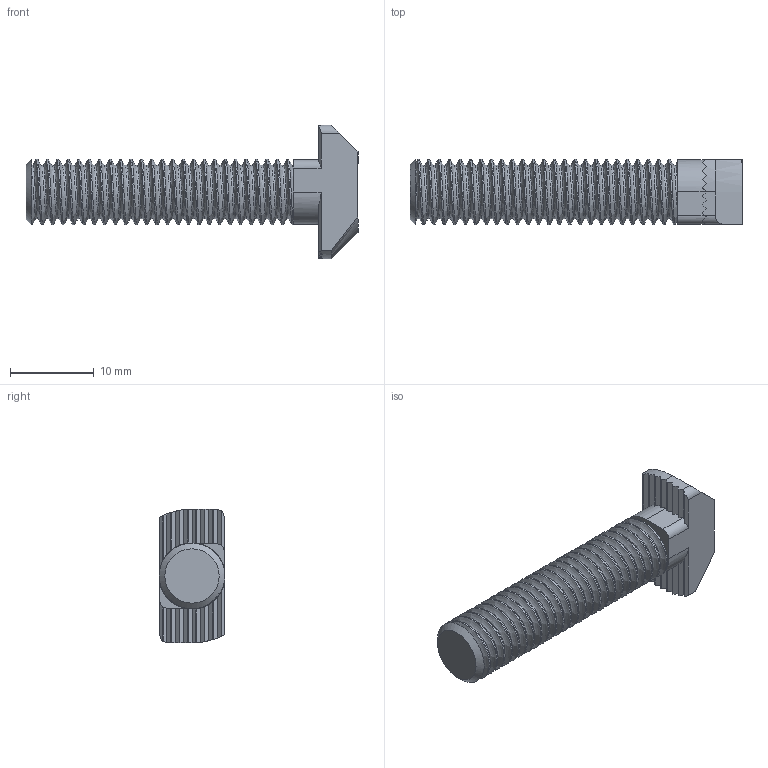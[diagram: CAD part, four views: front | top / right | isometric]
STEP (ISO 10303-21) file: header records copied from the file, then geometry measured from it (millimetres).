
FILE_DESCRIPTION(/* description */ (''),/* implementation_level */ '2;1');
FILE_NAME(/* name */ 'M8X30HHS-0 v1.step',/* time_stamp */ '2020-09-15T16:37:39-04:00',/* author */ (''),/* organization */ (''),/* preprocessor_version */ 'ST-DEVELOPER v18.1',/* originating_system */ 'Autodesk Translation Framework v9.3.0.1241',/* authorisation */ '');
FILE_SCHEMA (('AUTOMOTIVE_DESIGN { 1 0 10303 214 3 1 1 }'));
Length unit declared in the file: millimetre
Products named in the file (2): M8X30HHS-0; M8X25 Hammer Head 096HK0830M0825 v1
Assembly tree (1 placements, depth 2):
  M8X30HHS-0
    M8X25 Hammer Head 096HK0830M0825 v1
Bounding box: 39.7 x 7.88 x 16 mm (x, y, z)
Volume: 1910.3 mm3; surface area: 1683.6 mm2
Topology: 1 solids, 1 shells, 124 faces, 359 edges, 237 vertices
Faces by surface type: cylinder 76, plane 43, bspline 4, cone 1
Full cylindrical faces by diameter (mm): 6.446 x10, 7.866 x17
Entity records: 7496 total; most frequent: CARTESIAN_POINT 4248, ORIENTED_EDGE 718, DIRECTION 551, EDGE_CURVE 359, VERTEX_POINT 237, AXIS2_PLACEMENT_3D 199, LINE 153, VECTOR 153
